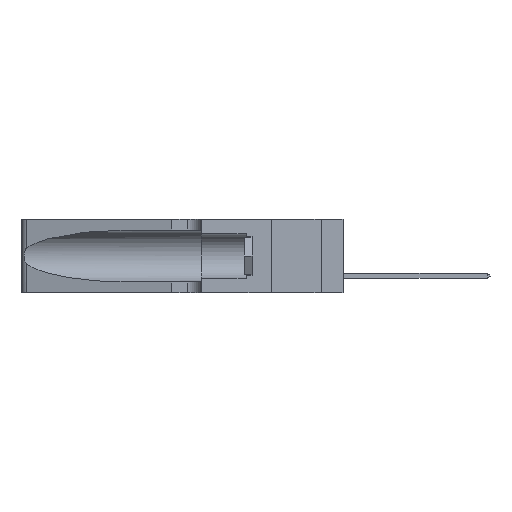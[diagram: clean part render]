
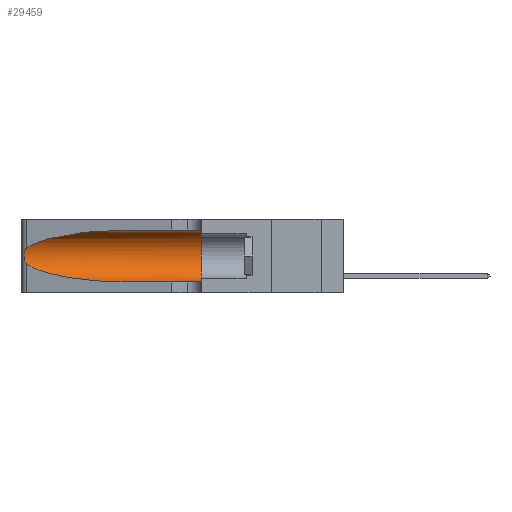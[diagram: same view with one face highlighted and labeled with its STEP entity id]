
A CAD part, left-side view. The second image highlights one B-rep face of the part: STEP entity #29459.
In plain terms, the highlighted cylindrical face has radius 3.308 mm (diameter 6.617 mm), a partial arc.
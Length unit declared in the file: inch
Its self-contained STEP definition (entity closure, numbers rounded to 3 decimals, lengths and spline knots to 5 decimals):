
#97 = CARTESIAN_POINT ( 'NONE',  ( 0.25487, 1.22718, 0.22369 ) ) ;
#680 = DIRECTION ( 'NONE',  ( 0., -1., 0. ) ) ;
#998 = CARTESIAN_POINT ( 'NONE',  ( 0.26075, 1.23896, 0.19203 ) ) ;
#1179 = VERTEX_POINT ( 'NONE', #23149 ) ;
#1550 = B_SPLINE_CURVE_WITH_KNOTS ( 'NONE', 3,
 ( #97, #19123, #32025, #21610, #3488, #32806, #998, #24713, #14012, #8911, #13903, #22052, #27603, #16692 ),
 .UNSPECIFIED., .F., .F.,
 ( 4, 2, 2, 2, 2, 2, 4 ),
 ( 0., 0.00027, 0.00053, 0.00107, 0.0016, 0.00187, 0.00214 ),
 .UNSPECIFIED. ) ;
#1706 = CARTESIAN_POINT ( 'NONE',  ( 0.1305, 0.35, 0.31525 ) ) ;
#1940 = CARTESIAN_POINT ( 'NONE',  ( 0.1305, 0.35, 0.185 ) ) ;
#3370 = VERTEX_POINT ( 'NONE', #30450 ) ;
#3488 = CARTESIAN_POINT ( 'NONE',  ( 0.25854, 1.2359, 0.20912 ) ) ;
#3672 = VERTEX_POINT ( 'NONE', #6723 ) ;
#4305 = ORIENTED_EDGE ( 'NONE', *, *, #5293, .T. ) ;
#4310 = EDGE_CURVE ( 'NONE', #3672, #3370, #31003, .T. ) ;
#5293 = EDGE_CURVE ( 'NONE', #1179, #3672, #1550, .T. ) ;
#5483 = VERTEX_POINT ( 'NONE', #13010 ) ;
#5756 = AXIS2_PLACEMENT_3D ( 'NONE', #23980, #27081, #21650 ) ;
#6038 = CARTESIAN_POINT ( 'NONE',  ( 0.2373, 1.15595, 0.08982 ) ) ;
#6614 = CARTESIAN_POINT ( 'NONE',  ( 0.1305, 0.72297, 0.31525 ) ) ;
#6723 = CARTESIAN_POINT ( 'NONE',  ( 0.25487, 1.22718, 0.14631 ) ) ;
#6802 = EDGE_CURVE ( 'NONE', #29215, #5483, #29682, .T. ) ;
#6890 = CARTESIAN_POINT ( 'NONE',  ( 0.1305, 1.61858, 0.05475 ) ) ;
#7437 = CARTESIAN_POINT ( 'NONE',  ( 0.18966, 0.96281, 0.31525 ) ) ;
#8911 = CARTESIAN_POINT ( 'NONE',  ( 0.25856, 1.23593, 0.16098 ) ) ;
#9063 = FACE_OUTER_BOUND ( 'NONE', #12502, .T. ) ;
#9307 = DIRECTION ( 'NONE',  ( 0., -1., 0. ) ) ;
#9945 = LINE ( 'NONE', #18835, #17925 ) ;
#10122 = CARTESIAN_POINT ( 'NONE',  ( 0.2373, 1.15595, 0.28018 ) ) ;
#10628 = ORIENTED_EDGE ( 'NONE', *, *, #27312, .T. ) ;
#12502 = EDGE_LOOP ( 'NONE', ( #10628, #4305, #14935, #20941, #32873, #30027 ) ) ;
#12568 = AXIS2_PLACEMENT_3D ( 'NONE', #1940, #23045, #31260 ) ;
#13010 = CARTESIAN_POINT ( 'NONE',  ( 0.1305, 0.35, 0.05475 ) ) ;
#13903 = CARTESIAN_POINT ( 'NONE',  ( 0.25789, 1.23486, 0.15765 ) ) ;
#14012 = CARTESIAN_POINT ( 'NONE',  ( 0.26017, 1.23833, 0.17102 ) ) ;
#14503 = VERTEX_POINT ( 'NONE', #32507 ) ;
#14724 = CARTESIAN_POINT ( 'NONE',  ( 0.25487, 1.22718, 0.22369 ) ) ;
#14935 = ORIENTED_EDGE ( 'NONE', *, *, #4310, .T. ) ;
#16692 = CARTESIAN_POINT ( 'NONE',  ( 0.25487, 1.22718, 0.14631 ) ) ;
#17925 = VECTOR ( 'NONE', #680, 39.37008 ) ;
#18015 = EDGE_CURVE ( 'NONE', #14503, #29215, #9945, .T. ) ;
#18316 = LINE ( 'NONE', #6890, #29116 ) ;
#18835 = CARTESIAN_POINT ( 'NONE',  ( 0.1305, 1.61858, 0.31525 ) ) ;
#19123 = CARTESIAN_POINT ( 'NONE',  ( 0.25555, 1.22994, 0.2215 ) ) ;
#19354 = CARTESIAN_POINT ( 'NONE',  ( 0.25487, 1.22718, 0.14631 ) ) ;
#20941 = ORIENTED_EDGE ( 'NONE', *, *, #29657, .T. ) ;
#21610 = CARTESIAN_POINT ( 'NONE',  ( 0.25787, 1.23484, 0.2124 ) ) ;
#21650 = DIRECTION ( 'NONE',  ( 0., 0., -1. ) ) ;
#22052 = CARTESIAN_POINT ( 'NONE',  ( 0.25639, 1.23186, 0.15144 ) ) ;
#23045 = DIRECTION ( 'NONE',  ( 0., 1., 0. ) ) ;
#23149 = CARTESIAN_POINT ( 'NONE',  ( 0.25487, 1.22718, 0.22369 ) ) ;
#23364 =( BOUNDED_CURVE ( )  B_SPLINE_CURVE ( 3, ( #6614, #7437, #10122, #14724 ),
 .UNSPECIFIED., .F., .F. ) 
 B_SPLINE_CURVE_WITH_KNOTS ( ( 4, 4 ),
 ( 1.5708, 2.84003 ),
 .UNSPECIFIED. ) 
 CURVE ( )  GEOMETRIC_REPRESENTATION_ITEM ( )  RATIONAL_B_SPLINE_CURVE ( ( 1., 0.87, 0.87, 1. ) ) 
 REPRESENTATION_ITEM ( '' )  );
#23980 = CARTESIAN_POINT ( 'NONE',  ( 0.1305, 1.61858, 0.185 ) ) ;
#24713 = CARTESIAN_POINT ( 'NONE',  ( 0.26075, 1.23896, 0.178 ) ) ;
#27081 = DIRECTION ( 'NONE',  ( 0., -1., 0. ) ) ;
#27312 = EDGE_CURVE ( 'NONE', #14503, #1179, #23364, .T. ) ;
#27603 = CARTESIAN_POINT ( 'NONE',  ( 0.25555, 1.22993, 0.14849 ) ) ;
#28728 = CYLINDRICAL_SURFACE ( 'NONE', #5756, 0.13025 ) ;
#29116 = VECTOR ( 'NONE', #9307, 39.37008 ) ;
#29215 = VERTEX_POINT ( 'NONE', #1706 ) ;
#29459 = ADVANCED_FACE ( 'NONE', ( #9063 ), #28728, .F. ) ;
#29657 = EDGE_CURVE ( 'NONE', #3370, #5483, #18316, .T. ) ;
#29682 = CIRCLE ( 'NONE', #12568, 0.13025 ) ;
#30027 = ORIENTED_EDGE ( 'NONE', *, *, #18015, .F. ) ;
#30450 = CARTESIAN_POINT ( 'NONE',  ( 0.1305, 0.72297, 0.05475 ) ) ;
#31003 =( BOUNDED_CURVE ( )  B_SPLINE_CURVE ( 3, ( #19354, #6038, #33068, #32936 ),
 .UNSPECIFIED., .F., .F. ) 
 B_SPLINE_CURVE_WITH_KNOTS ( ( 4, 4 ),
 ( 3.44316, 4.71239 ),
 .UNSPECIFIED. ) 
 CURVE ( )  GEOMETRIC_REPRESENTATION_ITEM ( )  RATIONAL_B_SPLINE_CURVE ( ( 1., 0.87, 0.87, 1. ) ) 
 REPRESENTATION_ITEM ( '' )  );
#31260 = DIRECTION ( 'NONE',  ( 0., 0., 1. ) ) ;
#32025 = CARTESIAN_POINT ( 'NONE',  ( 0.25639, 1.23184, 0.21858 ) ) ;
#32507 = CARTESIAN_POINT ( 'NONE',  ( 0.1305, 0.72297, 0.31525 ) ) ;
#32806 = CARTESIAN_POINT ( 'NONE',  ( 0.26018, 1.23835, 0.19895 ) ) ;
#32873 = ORIENTED_EDGE ( 'NONE', *, *, #6802, .F. ) ;
#32936 = CARTESIAN_POINT ( 'NONE',  ( 0.1305, 0.72297, 0.05475 ) ) ;
#33068 = CARTESIAN_POINT ( 'NONE',  ( 0.18966, 0.96281, 0.05475 ) ) ;
